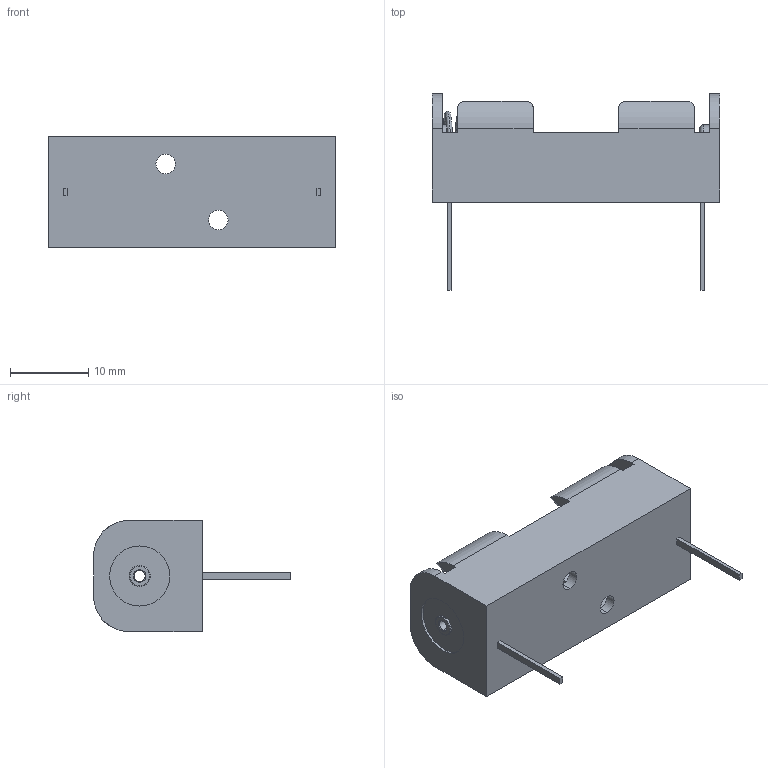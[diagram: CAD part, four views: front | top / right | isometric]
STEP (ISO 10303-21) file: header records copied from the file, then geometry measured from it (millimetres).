
FILE_DESCRIPTION (( 'STEP AP214' ), '1' );
FILE_NAME ('BHNPC.STEP', '2019-12-31T05:08:34', ( '' ), ( '' ), 'SwSTEP 2.0', 'SolidWorks 2017', '' );
FILE_SCHEMA (( 'AUTOMOTIVE_DESIGN' ));
Length unit declared in the file: millimetre
Products named in the file (1): BHNPC
Bounding box: 36.88 x 25.2 x 14.22 mm (x, y, z)
Volume: 2028.5 mm3; surface area: 3729.4 mm2
Topology: 5 solids, 5 shells, 163 faces, 402 edges, 261 vertices
Faces by surface type: plane 83, cylinder 58, torus 20, bspline 2
Entity records: 7178 total; most frequent: CARTESIAN_POINT 3124, DIRECTION 847, ORIENTED_EDGE 804, EDGE_CURVE 402, AXIS2_PLACEMENT_3D 304, VERTEX_POINT 261, VECTOR 239, LINE 239
